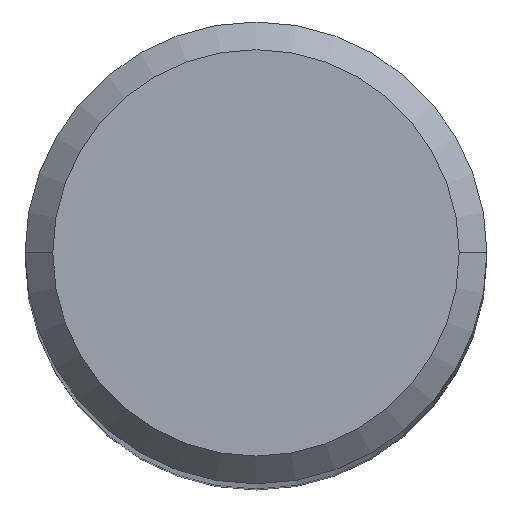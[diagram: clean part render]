
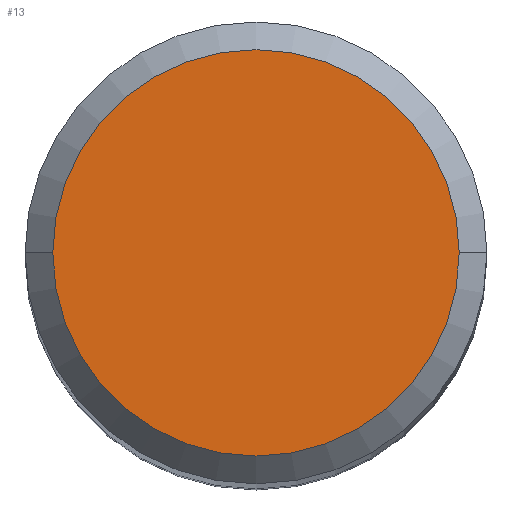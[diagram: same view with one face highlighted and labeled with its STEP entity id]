
A CAD part, top view. The second image highlights one B-rep face of the part: STEP entity #13.
In plain terms, the highlighted planar face has unit normal (0, 0, 1).
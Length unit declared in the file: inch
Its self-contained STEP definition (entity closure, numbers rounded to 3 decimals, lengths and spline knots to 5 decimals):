
#8 = EDGE_LOOP ( 'NONE', ( #218, #164 ) ) ;
#13 = ADVANCED_FACE ( 'NONE', ( #88 ), #231, .T. ) ;
#21 = VERTEX_POINT ( 'NONE', #185 ) ;
#28 = VERTEX_POINT ( 'NONE', #139 ) ;
#29 = DIRECTION ( 'NONE',  ( 1., 0., 0. ) ) ;
#32 = AXIS2_PLACEMENT_3D ( 'NONE', #146, #34, #29 ) ;
#34 = DIRECTION ( 'NONE',  ( 0., 0., 1. ) ) ;
#38 = DIRECTION ( 'NONE',  ( 0., 0., 1. ) ) ;
#71 = CARTESIAN_POINT ( 'NONE',  ( 0., 0., 2. ) ) ;
#88 = FACE_OUTER_BOUND ( 'NONE', #8, .T. ) ;
#122 = EDGE_CURVE ( 'NONE', #28, #21, #147, .T. ) ;
#139 = CARTESIAN_POINT ( 'NONE',  ( 0.11, 0., 2. ) ) ;
#146 = CARTESIAN_POINT ( 'NONE',  ( 0., 0., 2. ) ) ;
#147 = CIRCLE ( 'NONE', #32, 0.11 ) ;
#150 = DIRECTION ( 'NONE',  ( 1., 0., 0. ) ) ;
#164 = ORIENTED_EDGE ( 'NONE', *, *, #122, .T. ) ;
#185 = CARTESIAN_POINT ( 'NONE',  ( -0.11, 0., 2. ) ) ;
#196 = CIRCLE ( 'NONE', #295, 0.11 ) ;
#218 = ORIENTED_EDGE ( 'NONE', *, *, #286, .T. ) ;
#220 = AXIS2_PLACEMENT_3D ( 'NONE', #71, #280, #259 ) ;
#231 = PLANE ( 'NONE',  #220 ) ;
#259 = DIRECTION ( 'NONE',  ( 1., 0., 0. ) ) ;
#280 = DIRECTION ( 'NONE',  ( 0., 0., 1. ) ) ;
#286 = EDGE_CURVE ( 'NONE', #21, #28, #196, .T. ) ;
#293 = CARTESIAN_POINT ( 'NONE',  ( 0., 0., 2. ) ) ;
#295 = AXIS2_PLACEMENT_3D ( 'NONE', #293, #38, #150 ) ;
